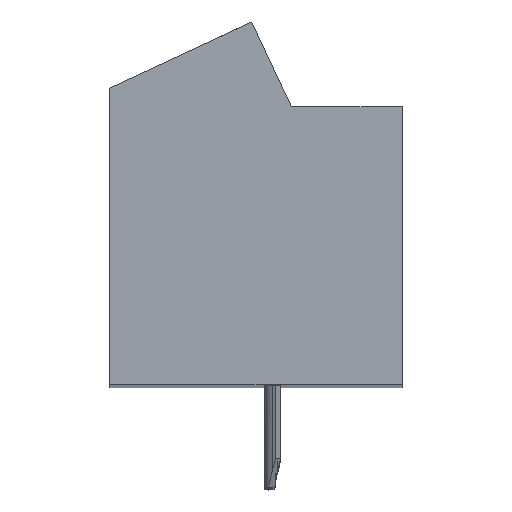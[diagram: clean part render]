
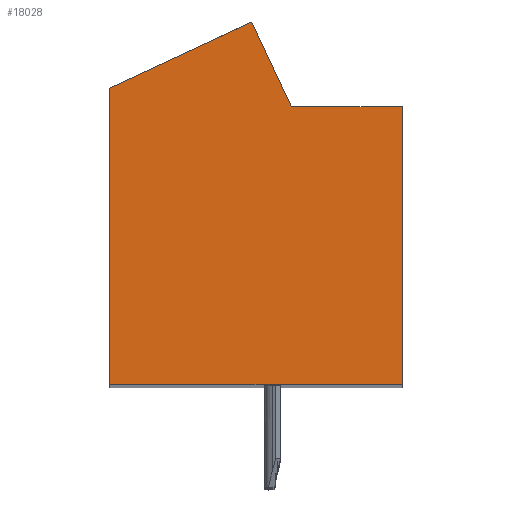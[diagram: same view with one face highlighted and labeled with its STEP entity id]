
A CAD part, top view. The second image highlights one B-rep face of the part: STEP entity #18028.
In plain terms, the highlighted planar face has unit normal (0, 0, 1).
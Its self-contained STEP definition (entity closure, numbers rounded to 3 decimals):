
#6361=DIRECTION('',(-1.,0.,0.));
#6362=VECTOR('',#6361,3.79);
#6363=CARTESIAN_POINT('',(5.002,3.3,50.75));
#6364=LINE('',#6363,#6362);
#6365=DIRECTION('',(0.,1.,0.));
#6366=VECTOR('',#6365,9.5);
#6367=CARTESIAN_POINT('',(5.002,-6.2,50.75));
#6368=LINE('',#6367,#6366);
#6369=DIRECTION('',(1.,0.,0.));
#6370=VECTOR('',#6369,10.);
#6371=CARTESIAN_POINT('',(-4.998,-6.2,50.75));
#6372=LINE('',#6371,#6370);
#6373=DIRECTION('',(0.,-1.,0.));
#6374=VECTOR('',#6373,10.135);
#6375=CARTESIAN_POINT('',(-4.998,3.935,50.75));
#6376=LINE('',#6375,#6374);
#6377=DIRECTION('',(-0.906,-0.423,0.));
#6378=VECTOR('',#6377,5.36);
#6379=CARTESIAN_POINT('',(-0.14,6.2,50.75));
#6380=LINE('',#6379,#6378);
#6381=DIRECTION('',(-0.423,0.906,0.));
#6382=VECTOR('',#6381,3.2);
#6383=CARTESIAN_POINT('',(1.212,3.3,50.75));
#6384=LINE('',#6383,#6382);
#7822=CARTESIAN_POINT('',(5.002,3.3,50.75));
#7823=CARTESIAN_POINT('',(1.212,3.3,50.75));
#7824=VERTEX_POINT('',#7822);
#7825=VERTEX_POINT('',#7823);
#7826=CARTESIAN_POINT('',(-0.14,6.2,50.75));
#7827=VERTEX_POINT('',#7826);
#7828=CARTESIAN_POINT('',(-4.998,3.935,50.75));
#7829=VERTEX_POINT('',#7828);
#7830=CARTESIAN_POINT('',(-4.998,-6.2,50.75));
#7831=VERTEX_POINT('',#7830);
#7832=CARTESIAN_POINT('',(5.002,-6.2,50.75));
#7833=VERTEX_POINT('',#7832);
#18015=CARTESIAN_POINT('',(0.,0.,50.75));
#18016=DIRECTION('',(0.,0.,1.));
#18017=DIRECTION('',(1.,0.,0.));
#18018=AXIS2_PLACEMENT_3D('',#18015,#18016,#18017);
#18019=PLANE('',#18018);
#18020=ORIENTED_EDGE('',*,*,#9989,.F.);
#18021=ORIENTED_EDGE('',*,*,#10004,.F.);
#18022=ORIENTED_EDGE('',*,*,#10018,.F.);
#18023=ORIENTED_EDGE('',*,*,#10305,.F.);
#18024=ORIENTED_EDGE('',*,*,#11036,.F.);
#18025=ORIENTED_EDGE('',*,*,#18009,.F.);
#18026=EDGE_LOOP('',(#18020,#18021,#18022,#18023,#18024,#18025));
#18027=FACE_OUTER_BOUND('',#18026,.F.);
#9989=EDGE_CURVE('',#7824,#7825,#6364,.T.);
#10004=EDGE_CURVE('',#7833,#7824,#6368,.T.);
#10018=EDGE_CURVE('',#7831,#7833,#6372,.T.);
#10305=EDGE_CURVE('',#7829,#7831,#6376,.T.);
#11036=EDGE_CURVE('',#7827,#7829,#6380,.T.);
#18009=EDGE_CURVE('',#7825,#7827,#6384,.T.);
#18028=ADVANCED_FACE('',(#18027),#18019,.T.);
